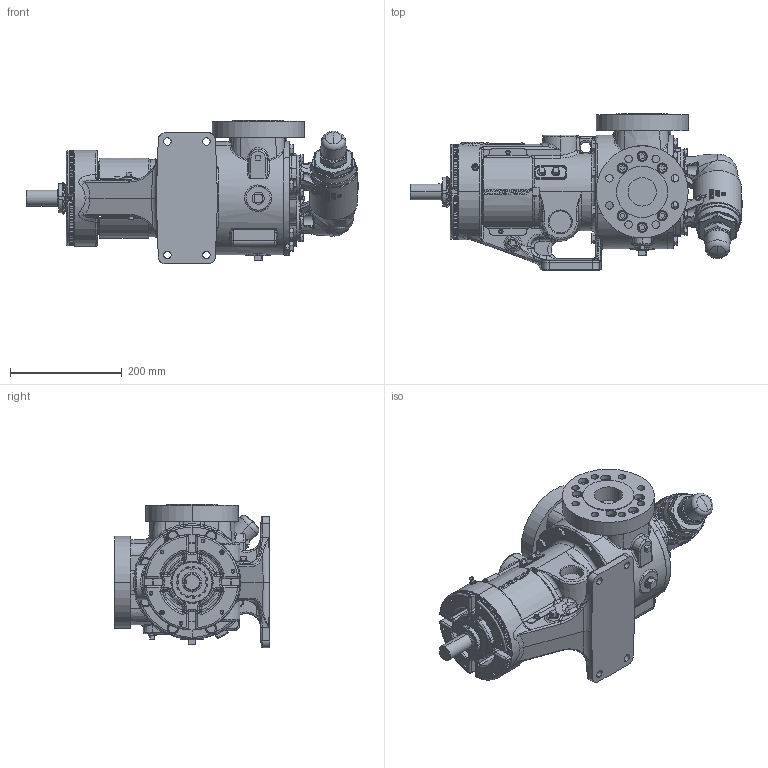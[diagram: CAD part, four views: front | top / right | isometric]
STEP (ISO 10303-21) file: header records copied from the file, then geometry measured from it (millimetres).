
FILE_DESCRIPTION (( 'STEP AP214' ), '1' );
FILE_NAME ('KV-2650.STEP', '2024-04-03T13:12:56', ( '' ), ( '' ), 'SwSTEP 2.0', 'SolidWorks 2022', '' );
FILE_SCHEMA (( 'AUTOMOTIVE_DESIGN' ));
Length unit declared in the file: inch
Products named in the file (1): KV-2650
Bounding box: 594.8 x 279.4 x 257.18 mm (x, y, z)
Volume: 11717403.1 mm3; surface area: 774441 mm2
Topology: 1 solids, 13 shells, 5310 faces, 13393 edges, 8311 vertices
Faces by surface type: plane 1782, bspline 1694, cone 860, cylinder 674, torus 191, sphere 109
Entity records: 301961 total; most frequent: CARTESIAN_POINT 119971, ORIENTED_EDGE 26512, DIRECTION 18791, EDGE_CURVE 13256, VERTEX_POINT 8300, AXIS2_PLACEMENT_3D 7130, EDGE_LOOP 5704, DIMENSIONAL_EXPONENTS 5313
